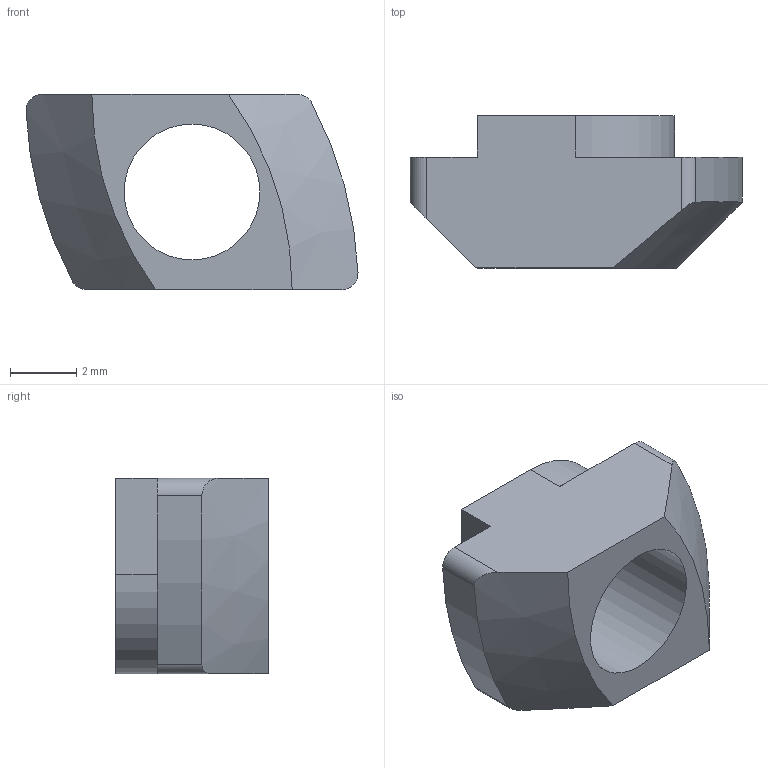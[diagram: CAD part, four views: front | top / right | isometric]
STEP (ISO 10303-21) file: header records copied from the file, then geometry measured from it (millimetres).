
FILE_DESCRIPTION(/* description */ ('','CAx-IF Rec.Pracs.---Representation and Presentation of Product Manufacturing Information (PMI)---4.0---2014-10-13'),/* implementation_level */ '2;1');
FILE_NAME(/* name */ 'slot6-m5-hammer-nut v4.step',/* time_stamp */ '2024-11-24T21:38:03+01:00',/* author */ (''),/* organization */ (''),/* preprocessor_version */ 'ST-DEVELOPER v20',/* originating_system */ 'Autodesk Translation Framework v13.20.0.188',/* authorisation */ '');
FILE_SCHEMA (('AP242_MANAGED_MODEL_BASED_3D_ENGINEERING_MIM_LF { 1 0 10303 442 1 1 4 }'));
Length unit declared in the file: millimetre
Products named in the file (1): slot6-m5-hammer-nut
Bounding box: 10.03 x 4.6 x 5.9 mm (x, y, z)
Volume: 132 mm3; surface area: 240.2 mm2
Topology: 1 solids, 1 shells, 19 faces, 51 edges, 34 vertices
Faces by surface type: cylinder 9, plane 8, cone 2
Full cylindrical faces by diameter (mm): 4.1 x1
Entity records: 668 total; most frequent: CARTESIAN_POINT 149, ORIENTED_EDGE 102, DIRECTION 101, EDGE_CURVE 51, AXIS2_PLACEMENT_3D 36, VERTEX_POINT 34, LINE 29, VECTOR 29
